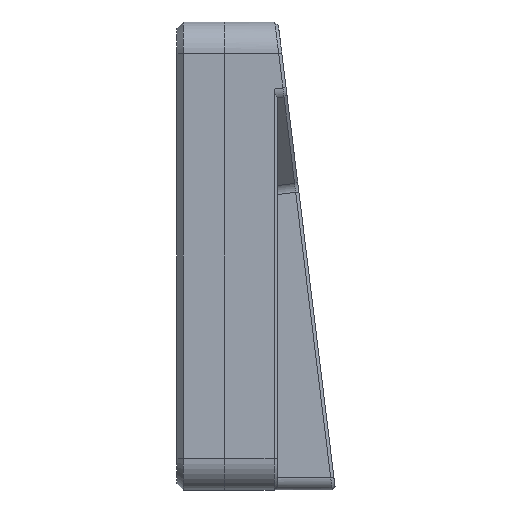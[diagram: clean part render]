
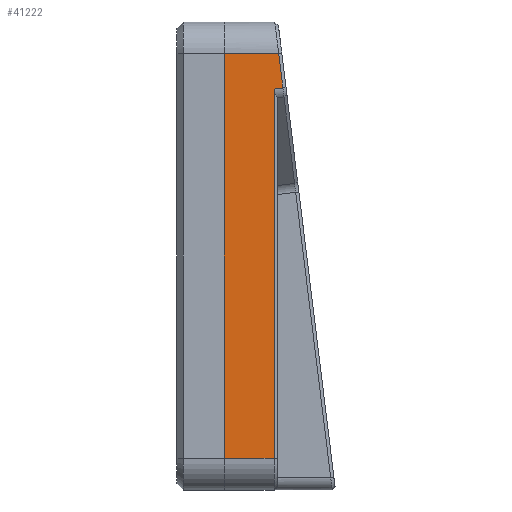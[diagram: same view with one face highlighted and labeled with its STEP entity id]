
A CAD part, left-side view. The second image highlights one B-rep face of the part: STEP entity #41222.
In plain terms, the highlighted planar face has unit normal (-1, 0, 0).
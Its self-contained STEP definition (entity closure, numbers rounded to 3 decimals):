
#294=B_SPLINE_CURVE_WITH_KNOTS('',3,(#71153,#71154,#71155,#71156),
 .UNSPECIFIED.,.F.,.F.,(4,4),(1.559,1.571),
 .UNSPECIFIED.);
#5056=FACE_OUTER_BOUND('',#7473,.T.);
#7473=EDGE_LOOP('',(#36240,#36241,#36242,#36243,#36244,#36245,#36246));
#11550=LINE('',#70891,#15709);
#11559=LINE('',#70914,#15718);
#11587=LINE('',#71167,#15746);
#11588=LINE('',#71170,#15747);
#11589=LINE('',#71172,#15748);
#11590=LINE('',#71173,#15749);
#15709=VECTOR('',#56271,10.);
#15718=VECTOR('',#56292,10.);
#15746=VECTOR('',#56358,10.);
#15747=VECTOR('',#56361,10.);
#15748=VECTOR('',#56362,10.);
#15749=VECTOR('',#56363,10.);
#19335=VERTEX_POINT('',#70883);
#19337=VERTEX_POINT('',#70889);
#19344=VERTEX_POINT('',#70910);
#19345=VERTEX_POINT('',#70912);
#19361=VERTEX_POINT('',#71109);
#19362=VERTEX_POINT('',#71169);
#19363=VERTEX_POINT('',#71171);
#24964=EDGE_CURVE('',#19337,#19335,#11550,.T.);
#24976=EDGE_CURVE('',#19345,#19344,#11559,.T.);
#25010=EDGE_CURVE('',#19361,#19345,#294,.T.);
#25016=EDGE_CURVE('',#19344,#19337,#11587,.T.);
#25017=EDGE_CURVE('',#19362,#19361,#11588,.T.);
#25018=EDGE_CURVE('',#19362,#19363,#11589,.T.);
#25019=EDGE_CURVE('',#19335,#19363,#11590,.T.);
#36240=ORIENTED_EDGE('',*,*,#25016,.F.);
#36241=ORIENTED_EDGE('',*,*,#24976,.F.);
#36242=ORIENTED_EDGE('',*,*,#25010,.F.);
#36243=ORIENTED_EDGE('',*,*,#25017,.F.);
#36244=ORIENTED_EDGE('',*,*,#25018,.T.);
#36245=ORIENTED_EDGE('',*,*,#25019,.F.);
#36246=ORIENTED_EDGE('',*,*,#24964,.F.);
#37984=PLANE('',#45069);
#41222=ADVANCED_FACE('',(#5056),#37984,.T.);
#45069=AXIS2_PLACEMENT_3D('',#71168,#56359,#56360);
#56271=DIRECTION('',(0.,0.,-1.));
#56292=DIRECTION('',(0.,-0.122,-0.993));
#56358=DIRECTION('',(0.,0.993,-0.122));
#56359=DIRECTION('center_axis',(-1.,0.,0.));
#56360=DIRECTION('ref_axis',(0.,0.,-1.));
#56361=DIRECTION('',(0.,-1.,0.));
#56362=DIRECTION('',(0.,0.,-1.));
#56363=DIRECTION('',(0.,1.,0.));
#70883=CARTESIAN_POINT('',(-8.5,-7.9,-3.5));
#70889=CARTESIAN_POINT('',(-8.5,-7.9,55.022));
#70891=CARTESIAN_POINT('',(-8.5,-7.9,44.147));
#70910=CARTESIAN_POINT('',(-8.5,-9.28,55.192));
#70912=CARTESIAN_POINT('',(-8.5,-8.618,60.589));
#70914=CARTESIAN_POINT('',(-8.5,-10.2,47.704));
#71109=CARTESIAN_POINT('',(-8.5,-8.61,60.65));
#71153=CARTESIAN_POINT('Ctrl Pts',(-8.5,-8.61,60.65));
#71154=CARTESIAN_POINT('Ctrl Pts',(-8.5,-8.613,60.63));
#71155=CARTESIAN_POINT('Ctrl Pts',(-8.5,-8.615,60.609));
#71156=CARTESIAN_POINT('Ctrl Pts',(-8.5,-8.618,60.589));
#71167=CARTESIAN_POINT('',(-8.5,-5.59,54.739));
#71168=CARTESIAN_POINT('Origin',(-8.5,0.,65.65));
#71169=CARTESIAN_POINT('',(-8.5,0.,60.65));
#71170=CARTESIAN_POINT('',(-8.5,0.,60.65));
#71171=CARTESIAN_POINT('',(-8.5,0.,-3.5));
#71172=CARTESIAN_POINT('',(-8.5,0.,65.65));
#71173=CARTESIAN_POINT('',(-8.5,0.,-3.5));
